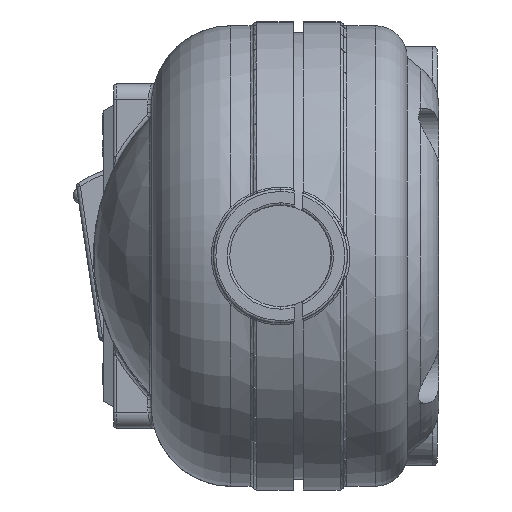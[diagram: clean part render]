
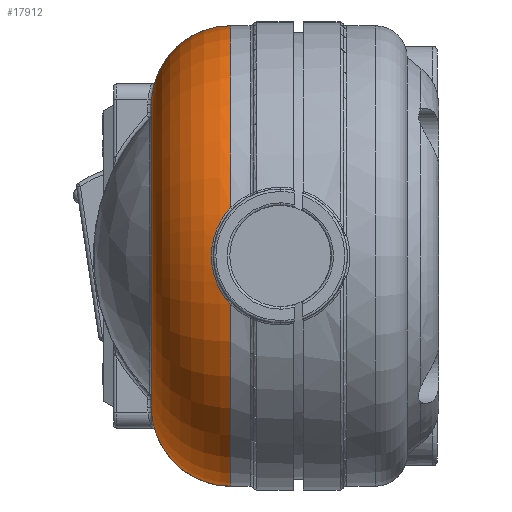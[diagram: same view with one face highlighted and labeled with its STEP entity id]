
A CAD part, left-side view. The second image highlights one B-rep face of the part: STEP entity #17912.
In plain terms, the highlighted toroidal (fillet/blend) face has major radius 15.177 mm and minor radius 7.938 mm.
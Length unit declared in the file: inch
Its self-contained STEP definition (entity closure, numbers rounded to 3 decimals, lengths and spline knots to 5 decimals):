
#1411 = CIRCLE ( 'NONE', #1417, 0.91 ) ;
#1417 = AXIS2_PLACEMENT_3D ( 'NONE', #3170, #3171, #3172 ) ;
#1420 = AXIS2_PLACEMENT_3D ( 'NONE', #3190, #3191, #3192 ) ;
#1421 = CIRCLE ( 'NONE', #1420, 0.91 ) ;
#1423 = CIRCLE ( 'NONE', #1427, 0.3125 ) ;
#1425 = CIRCLE ( 'NONE', #1431, 0.3125 ) ;
#1426 = CIRCLE ( 'NONE', #1429, 0.5975 ) ;
#1427 = AXIS2_PLACEMENT_3D ( 'NONE', #3214, #3215, #3216 ) ;
#1429 = AXIS2_PLACEMENT_3D ( 'NONE', #3218, #3219, #3220 ) ;
#1431 = AXIS2_PLACEMENT_3D ( 'NONE', #3221, #3222, #3223 ) ;
#3170 = CARTESIAN_POINT ( 'NONE',  ( -4.88292, 0.2675, 0. ) ) ;
#3171 = DIRECTION ( 'NONE',  ( 0., -1., 0. ) ) ;
#3172 = DIRECTION ( 'NONE',  ( 0., 0., 1. ) ) ;
#3188 = CARTESIAN_POINT ( 'NONE',  ( -5.77278, 0.2675, -0.19035 ) ) ;
#3189 = CARTESIAN_POINT ( 'NONE',  ( -5.77549, 0.27962, -0.17772 ) ) ;
#3190 = CARTESIAN_POINT ( 'NONE',  ( -4.88292, 0.2675, 0. ) ) ;
#3191 = DIRECTION ( 'NONE',  ( 0., -1., 0. ) ) ;
#3192 = DIRECTION ( 'NONE',  ( 0., 0., 1. ) ) ;
#3194 = CARTESIAN_POINT ( 'NONE',  ( -5.77742, 0.29038, -0.16407 ) ) ;
#3195 = CARTESIAN_POINT ( 'NONE',  ( -5.77959, 0.30451, -0.14214 ) ) ;
#3196 = CARTESIAN_POINT ( 'NONE',  ( -5.78019, 0.30889, -0.13458 ) ) ;
#3197 = CARTESIAN_POINT ( 'NONE',  ( -5.7812, 0.31694, -0.11897 ) ) ;
#3198 = CARTESIAN_POINT ( 'NONE',  ( -5.7816, 0.32063, -0.1109 ) ) ;
#3199 = CARTESIAN_POINT ( 'NONE',  ( -5.78259, 0.3304, -0.08645 ) ) ;
#3200 = CARTESIAN_POINT ( 'NONE',  ( -5.78296, 0.3353, -0.0697 ) ) ;
#3201 = CARTESIAN_POINT ( 'NONE',  ( -5.78341, 0.34193, -0.03528 ) ) ;
#3202 = CARTESIAN_POINT ( 'NONE',  ( -5.7835, 0.34362, -0.01754 ) ) ;
#3203 = CARTESIAN_POINT ( 'NONE',  ( -5.7835, 0.34362, 0.01742 ) ) ;
#3204 = CARTESIAN_POINT ( 'NONE',  ( -5.78342, 0.34199, 0.0348 ) ) ;
#3205 = CARTESIAN_POINT ( 'NONE',  ( -5.78308, 0.33704, 0.06075 ) ) ;
#3206 = CARTESIAN_POINT ( 'NONE',  ( -5.78293, 0.33495, 0.06938 ) ) ;
#3207 = CARTESIAN_POINT ( 'NONE',  ( -5.78252, 0.33004, 0.0862 ) ) ;
#3208 = CARTESIAN_POINT ( 'NONE',  ( -5.78227, 0.32719, 0.09446 ) ) ;
#3209 = CARTESIAN_POINT ( 'NONE',  ( -5.78129, 0.31751, 0.11874 ) ) ;
#3210 = CARTESIAN_POINT ( 'NONE',  ( -5.78035, 0.30951, 0.13434 ) ) ;
#3211 = CARTESIAN_POINT ( 'NONE',  ( -5.77743, 0.29046, 0.16399 ) ) ;
#3212 = CARTESIAN_POINT ( 'NONE',  ( -5.77548, 0.27962, 0.17773 ) ) ;
#3213 = CARTESIAN_POINT ( 'NONE',  ( -5.77278, 0.2675, 0.19035 ) ) ;
#3214 = CARTESIAN_POINT ( 'NONE',  ( -4.88292, 0.2675, 0.5975 ) ) ;
#3215 = DIRECTION ( 'NONE',  ( 1., 0., 0. ) ) ;
#3216 = DIRECTION ( 'NONE',  ( 0., 0., -1. ) ) ;
#3218 = CARTESIAN_POINT ( 'NONE',  ( -4.88292, 0.58, 0. ) ) ;
#3219 = DIRECTION ( 'NONE',  ( 0., 1., 0. ) ) ;
#3220 = DIRECTION ( 'NONE',  ( 0., 0., 1. ) ) ;
#3221 = CARTESIAN_POINT ( 'NONE',  ( -4.88292, 0.2675, -0.5975 ) ) ;
#3222 = DIRECTION ( 'NONE',  ( -1., 0., 0. ) ) ;
#3223 = DIRECTION ( 'NONE',  ( 0., 0., 1. ) ) ;
#11077 = TOROIDAL_SURFACE ( 'NONE', #11106, 0.5975, 0.3125 ) ;
#11106 = AXIS2_PLACEMENT_3D ( 'NONE', #28563, #28559, #28566 ) ;
#12493 = B_SPLINE_CURVE_WITH_KNOTS ( 'NONE', 3,
 ( #3188, #3189, #3194, #3195, #3196, #3197, #3198, #3199, #3200, #3201, #3202, #3203, #3204, #3205, #3206, #3207, #3208, #3209, #3210, #3211, #3212, #3213 ),
 .UNSPECIFIED., .F., .F.,
 ( 4, 2, 2, 2, 2, 2, 2, 2, 2, 2, 4 ),
 ( 0., 0.00133, 0.00199, 0.00266, 0.00399, 0.00532, 0.00665, 0.00731, 0.00798, 0.00931, 0.01064 ),
 .UNSPECIFIED. ) ;
#17464 = CARTESIAN_POINT ( 'NONE',  ( -4.88292, 0.2675, 0.91 ) ) ;
#17469 = CARTESIAN_POINT ( 'NONE',  ( -4.88292, 0.58, -0.5975 ) ) ;
#17470 = CARTESIAN_POINT ( 'NONE',  ( -5.77278, 0.2675, -0.19035 ) ) ;
#17471 = CARTESIAN_POINT ( 'NONE',  ( -4.88292, 0.2675, -0.91 ) ) ;
#17491 = CARTESIAN_POINT ( 'NONE',  ( -5.77278, 0.2675, 0.19035 ) ) ;
#17494 = CARTESIAN_POINT ( 'NONE',  ( -4.88292, 0.58, 0.5975 ) ) ;
#17912 = ADVANCED_FACE ( 'NONE', ( #28562 ), #11077, .T. ) ;
#18395 = EDGE_LOOP ( 'NONE', ( #19911, #19912, #19913, #19914, #19915, #19916 ) ) ;
#19911 = ORIENTED_EDGE ( 'NONE', *, *, #20455, .F. ) ;
#19912 = ORIENTED_EDGE ( 'NONE', *, *, #20457, .T. ) ;
#19913 = ORIENTED_EDGE ( 'NONE', *, *, #20449, .F. ) ;
#19914 = ORIENTED_EDGE ( 'NONE', *, *, #20458, .F. ) ;
#19915 = ORIENTED_EDGE ( 'NONE', *, *, #20459, .F. ) ;
#19916 = ORIENTED_EDGE ( 'NONE', *, *, #20460, .T. ) ;
#20449 = EDGE_CURVE ( 'NONE', #28042, #28069, #1411, .T. ) ;
#20455 = EDGE_CURVE ( 'NONE', #28048, #28049, #1421, .T. ) ;
#20457 = EDGE_CURVE ( 'NONE', #28048, #28069, #12493, .T. ) ;
#20458 = EDGE_CURVE ( 'NONE', #28072, #28042, #1423, .T. ) ;
#20459 = EDGE_CURVE ( 'NONE', #28047, #28072, #1426, .T. ) ;
#20460 = EDGE_CURVE ( 'NONE', #28047, #28049, #1425, .T. ) ;
#28042 = VERTEX_POINT ( 'NONE', #17464 ) ;
#28047 = VERTEX_POINT ( 'NONE', #17469 ) ;
#28048 = VERTEX_POINT ( 'NONE', #17470 ) ;
#28049 = VERTEX_POINT ( 'NONE', #17471 ) ;
#28069 = VERTEX_POINT ( 'NONE', #17491 ) ;
#28072 = VERTEX_POINT ( 'NONE', #17494 ) ;
#28559 = DIRECTION ( 'NONE',  ( 0., 1., 0. ) ) ;
#28562 = FACE_OUTER_BOUND ( 'NONE', #18395, .T. ) ;
#28563 = CARTESIAN_POINT ( 'NONE',  ( -4.88292, 0.2675, 0. ) ) ;
#28566 = DIRECTION ( 'NONE',  ( 0., 0., 1. ) ) ;
